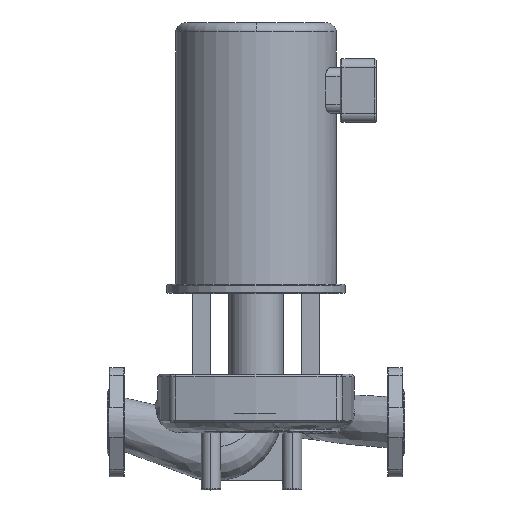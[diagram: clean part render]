
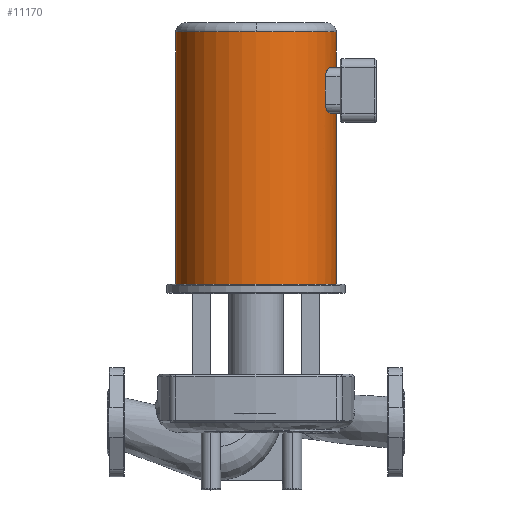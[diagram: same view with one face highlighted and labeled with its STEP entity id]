
A CAD part, top view. The second image highlights one B-rep face of the part: STEP entity #11170.
In plain terms, the highlighted cylindrical face has radius 88.9 mm (diameter 177.8 mm), a partial arc.
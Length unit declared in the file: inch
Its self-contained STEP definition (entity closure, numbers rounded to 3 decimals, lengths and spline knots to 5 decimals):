
#10022=CARTESIAN_POINT('',(10.,6.02018,0.0));
#10023=VERTEX_POINT('',#10022);
#10024=CARTESIAN_POINT('',(10.,13.50049,0.0));
#10025=VERTEX_POINT('',#10024);
#10026=CARTESIAN_POINT('',(10.,6.02018,0.0));
#10027=DIRECTION('',(0.0,1.0,0.0));
#10028=VECTOR('',#10027,7.48031);
#10029=LINE('',#10026,#10028);
#10030=EDGE_CURVE('',#10023,#10025,#10029,.T.);
#10032=CARTESIAN_POINT('',(3.,6.02018,0.));
#10033=VERTEX_POINT('',#10032);
#10041=CARTESIAN_POINT('',(3.,17.0438,0.));
#10042=VERTEX_POINT('',#10041);
#10043=CARTESIAN_POINT('',(3.,6.02018,0.));
#10044=DIRECTION('',(0.0,1.0,0.0));
#10045=VECTOR('',#10044,11.02362);
#10046=LINE('',#10043,#10045);
#10047=EDGE_CURVE('',#10033,#10042,#10046,.T.);
#10058=CARTESIAN_POINT('',(10.,17.0438,0.));
#10059=VERTEX_POINT('',#10058);
#10067=CARTESIAN_POINT('',(10.,15.469,0.0));
#10068=VERTEX_POINT('',#10067);
#10069=CARTESIAN_POINT('',(10.,15.469,0.0));
#10070=DIRECTION('',(0.0,1.0,0.0));
#10071=VECTOR('',#10070,1.5748);
#10072=LINE('',#10069,#10071);
#10073=EDGE_CURVE('',#10068,#10059,#10072,.T.);
#10136=CARTESIAN_POINT('',(6.5,17.0438,3.5));
#10137=VERTEX_POINT('',#10136);
#10138=CARTESIAN_POINT('',(6.5,17.0438,0.0));
#10139=DIRECTION('',(0.0,1.0,0.0));
#10140=DIRECTION('',(-1.0,0.0,0.0));
#10141=AXIS2_PLACEMENT_3D('',#10138,#10139,#10140);
#10142=CIRCLE('',#10141,3.5);
#10143=EDGE_CURVE('',#10042,#10137,#10142,.T.);
#10863=CARTESIAN_POINT('',(9.72652,15.469,1.3563));
#10864=VERTEX_POINT('',#10863);
#10865=CARTESIAN_POINT('',(9.53109,15.0753,1.75));
#10866=VERTEX_POINT('',#10865);
#10867=CARTESIAN_POINT('',(9.54779,14.92637,1.72075));
#10868=CARTESIAN_POINT('',(9.53687,14.97372,1.7401));
#10869=CARTESIAN_POINT('',(9.53109,15.02584,1.75));
#10870=CARTESIAN_POINT('',(9.53109,15.0753,1.75));
#10871=CARTESIAN_POINT('',(9.53109,15.12475,1.75));
#10872=CARTESIAN_POINT('',(9.53687,15.17687,1.7401));
#10873=CARTESIAN_POINT('',(9.55872,15.27157,1.7014));
#10874=CARTESIAN_POINT('',(9.57467,15.31421,1.67265));
#10875=CARTESIAN_POINT('',(9.61069,15.38504,1.60476));
#10876=CARTESIAN_POINT('',(9.63376,15.41666,1.55965));
#10877=CARTESIAN_POINT('',(9.68104,15.45865,1.46082));
#10878=CARTESIAN_POINT('',(9.70518,15.469,1.40706));
#10879=CARTESIAN_POINT('',(9.74702,15.469,1.30755));
#10880=CARTESIAN_POINT('',(9.76777,15.45938,1.25476));
#10881=CARTESIAN_POINT('',(9.78581,15.43901,1.20559));
#10882=B_SPLINE_CURVE_WITH_KNOTS('',3,(#10867,#10868,#10869,#10870,#10871,#10872,#10873,#10874,#10875,#10876,#10877,#10878,#10879,#10880,#10881),.UNSPECIFIED.,.F.,.U.,(4,3,2,2,2,2,4),(-0.37685,0.0,0.37685,0.7537,1.17331,1.59292,1.99587),.UNSPECIFIED.);
#10883=EDGE_CURVE('',#10864,#10866,#10882,.F.);
#10907=CARTESIAN_POINT('',(9.53109,13.89419,1.75));
#10908=VERTEX_POINT('',#10907);
#10909=CARTESIAN_POINT('',(9.53109,13.89419,1.75));
#10910=DIRECTION('',(0.0,1.0,0.0));
#10911=VECTOR('',#10910,1.1811);
#10912=LINE('',#10909,#10911);
#10913=EDGE_CURVE('',#10908,#10866,#10912,.T.);
#10969=CARTESIAN_POINT('',(9.72652,13.50049,1.3563));
#10970=VERTEX_POINT('',#10969);
#10971=CARTESIAN_POINT('',(9.78581,13.53048,1.20559));
#10972=CARTESIAN_POINT('',(9.76777,13.51011,1.25476));
#10973=CARTESIAN_POINT('',(9.74702,13.50049,1.30755));
#10974=CARTESIAN_POINT('',(9.70518,13.50049,1.40706));
#10975=CARTESIAN_POINT('',(9.68104,13.51084,1.46082));
#10976=CARTESIAN_POINT('',(9.63376,13.55283,1.55965));
#10977=CARTESIAN_POINT('',(9.61069,13.58445,1.60476));
#10978=CARTESIAN_POINT('',(9.57467,13.65528,1.67265));
#10979=CARTESIAN_POINT('',(9.55872,13.69792,1.7014));
#10980=CARTESIAN_POINT('',(9.53687,13.79262,1.7401));
#10981=CARTESIAN_POINT('',(9.53109,13.84474,1.75));
#10982=CARTESIAN_POINT('',(9.53109,13.89419,1.75));
#10983=CARTESIAN_POINT('',(9.53109,13.94365,1.75));
#10984=CARTESIAN_POINT('',(9.53687,13.99577,1.7401));
#10985=CARTESIAN_POINT('',(9.54779,14.04312,1.72075));
#10986=B_SPLINE_CURVE_WITH_KNOTS('',3,(#10971,#10972,#10973,#10974,#10975,#10976,#10977,#10978,#10979,#10980,#10981,#10982,#10983,#10984,#10985),.UNSPECIFIED.,.F.,.U.,(4,2,2,2,2,3,4),(-1.99587,-1.59292,-1.17331,-0.7537,-0.37685,0.0,0.37685),.UNSPECIFIED.);
#10987=EDGE_CURVE('',#10908,#10970,#10986,.F.);
#11008=CARTESIAN_POINT('',(6.5,13.50049,0.0));
#11009=DIRECTION('',(0.0,-1.0,0.0));
#11010=DIRECTION('',(1.0,0.0,0.0));
#11011=AXIS2_PLACEMENT_3D('',#11008,#11009,#11010);
#11012=CIRCLE('',#11011,3.5);
#11013=EDGE_CURVE('',#10025,#10970,#11012,.T.);
#11091=CARTESIAN_POINT('',(6.5,15.469,0.0));
#11092=DIRECTION('',(0.0,1.0,0.0));
#11093=DIRECTION('',(1.0,0.0,0.0));
#11094=AXIS2_PLACEMENT_3D('',#11091,#11092,#11093);
#11095=CIRCLE('',#11094,3.5);
#11096=EDGE_CURVE('',#10864,#10068,#11095,.T.);
#11124=CARTESIAN_POINT('',(6.5,17.0438,0.0));
#11125=DIRECTION('',(0.0,1.0,0.0));
#11126=DIRECTION('',(-1.0,0.0,0.0));
#11127=AXIS2_PLACEMENT_3D('',#11124,#11125,#11126);
#11128=CIRCLE('',#11127,3.5);
#11129=EDGE_CURVE('',#10137,#10059,#11128,.T.);
#11146=CARTESIAN_POINT('',(6.5,11.72884,0.0));
#11147=DIRECTION('',(0.,-1.0,0.0));
#11148=DIRECTION('',(1.0,0.0,0.0));
#11149=AXIS2_PLACEMENT_3D('',#11146,#11147,#11148);
#11150=CYLINDRICAL_SURFACE('',#11149,3.5);
#11151=ORIENTED_EDGE('',*,*,#10030,.T.);
#11152=ORIENTED_EDGE('',*,*,#11013,.T.);
#11153=ORIENTED_EDGE('',*,*,#10987,.F.);
#11154=ORIENTED_EDGE('',*,*,#10913,.T.);
#11155=ORIENTED_EDGE('',*,*,#10883,.F.);
#11156=ORIENTED_EDGE('',*,*,#11096,.T.);
#11157=ORIENTED_EDGE('',*,*,#10073,.T.);
#11158=ORIENTED_EDGE('',*,*,#11129,.F.);
#11159=ORIENTED_EDGE('',*,*,#10143,.F.);
#11160=ORIENTED_EDGE('',*,*,#10047,.F.);
#11161=CARTESIAN_POINT('',(6.5,6.02018,0.0));
#11162=DIRECTION('',(0.0,-1.0,0.0));
#11163=DIRECTION('',(1.0,0.0,0.0));
#11164=AXIS2_PLACEMENT_3D('',#11161,#11162,#11163);
#11165=CIRCLE('',#11164,3.5);
#11166=EDGE_CURVE('',#10023,#10033,#11165,.T.);
#11167=ORIENTED_EDGE('',*,*,#11166,.F.);
#11168=EDGE_LOOP('',(#11151,#11152,#11153,#11154,#11155,#11156,#11157,#11158,#11159,#11160,#11167));
#11169=FACE_OUTER_BOUND('',#11168,.T.);
#11170=ADVANCED_FACE('',(#11169),#11150,.T.);
